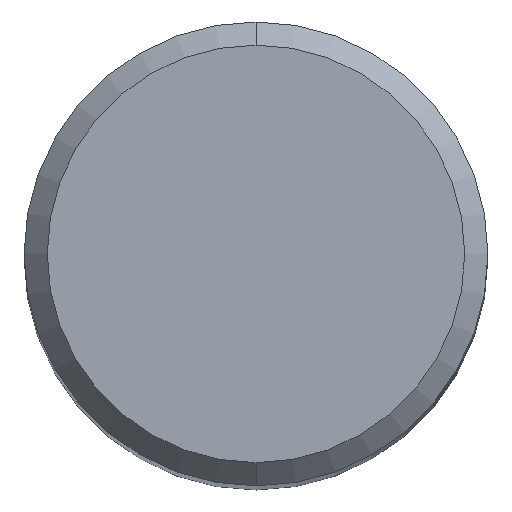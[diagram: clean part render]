
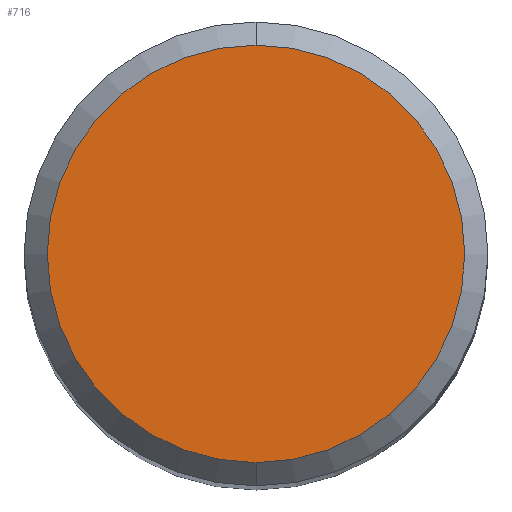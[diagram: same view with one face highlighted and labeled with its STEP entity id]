
A CAD part, top view. The second image highlights one B-rep face of the part: STEP entity #716.
In plain terms, the highlighted planar face has unit normal (0, 0, 1).
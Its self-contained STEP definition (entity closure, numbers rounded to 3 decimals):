
#456=EDGE_CURVE('',#678,#822,#1039,.T.);
#678=VERTEX_POINT('',#1278);
#716=ADVANCED_FACE('',(#1318),#1319,.T.);
#758=EDGE_CURVE('',#822,#678,#1367,.T.);
#822=VERTEX_POINT('',#1436);
#1039=CIRCLE('',#3965,5.4);
#1278=CARTESIAN_POINT('',(0.0,5.4,0.0));
#1318=FACE_OUTER_BOUND('',#5020,.T.);
#1319=PLANE('',#5021);
#1367=CIRCLE('',#5804,5.4);
#1436=CARTESIAN_POINT('',(0.,-5.4,0.0));
#3965=AXIS2_PLACEMENT_3D('',#6266,#6267,#6268);
#5020=EDGE_LOOP('',(#6528,#6529));
#5021=AXIS2_PLACEMENT_3D('',#6530,#6531,#6532);
#5804=AXIS2_PLACEMENT_3D('',#6601,#6602,#6603);
#6266=CARTESIAN_POINT('',(0.0,0.0,0.0));
#6267=DIRECTION('',(0.0,0.0,-1.0));
#6268=DIRECTION('',(0.0,1.0,0.0));
#6528=ORIENTED_EDGE('',*,*,#456,.F.);
#6529=ORIENTED_EDGE('',*,*,#758,.F.);
#6530=CARTESIAN_POINT('',(0.0,2.7,0.0));
#6531=DIRECTION('',(-0.0,0.0,1.0));
#6532=DIRECTION('',(0.0,-1.0,0.0));
#6601=CARTESIAN_POINT('',(0.0,0.0,0.0));
#6602=DIRECTION('',(0.0,0.0,-1.0));
#6603=DIRECTION('',(0.0,1.0,0.0));
